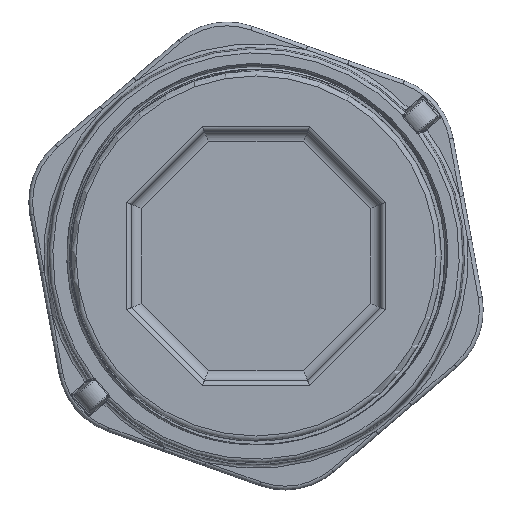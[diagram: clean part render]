
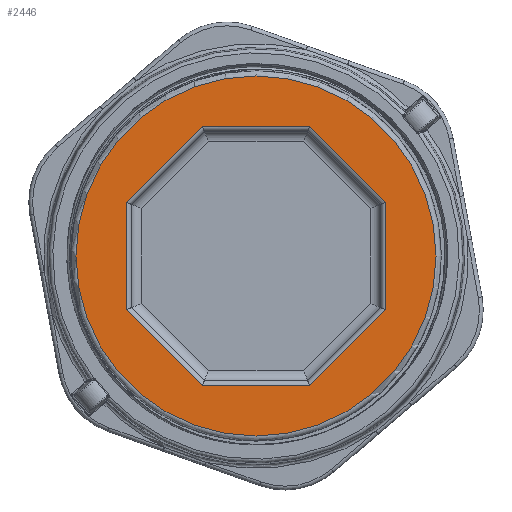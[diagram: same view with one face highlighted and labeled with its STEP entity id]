
A CAD part, front view. The second image highlights one B-rep face of the part: STEP entity #2446.
In plain terms, the highlighted planar face has unit normal (0, -1, 0).
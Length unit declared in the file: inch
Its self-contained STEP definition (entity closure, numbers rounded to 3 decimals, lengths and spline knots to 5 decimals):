
#118=FACE_BOUND($,#550,.T.);
#156=CIRCLE($,#2647,1.415);
#373=FACE_OUTER_BOUND($,#549,.T.);
#549=EDGE_LOOP($,(#1750));
#550=EDGE_LOOP($,(#1751,#1752,#1753,#1754,#1755,#1756,#1757,#1758));
#727=LINE($,#7380,#837);
#728=LINE($,#7384,#838);
#729=LINE($,#7388,#839);
#731=LINE($,#7396,#841);
#733=LINE($,#7402,#843);
#734=LINE($,#7405,#844);
#736=LINE($,#7410,#846);
#738=LINE($,#7414,#848);
#837=VECTOR($,#2984,0.845);
#838=VECTOR($,#2989,0.845);
#839=VECTOR($,#2994,0.845);
#841=VECTOR($,#3002,0.845);
#843=VECTOR($,#3008,0.845);
#844=VECTOR($,#3013,0.845);
#846=VECTOR($,#3017,0.845);
#848=VECTOR($,#3023,0.845);
#1053=VERTEX_POINT($,#7377);
#1054=VERTEX_POINT($,#7379);
#1055=VERTEX_POINT($,#7383);
#1056=VERTEX_POINT($,#7387);
#1058=VERTEX_POINT($,#7393);
#1059=VERTEX_POINT($,#7395);
#1061=VERTEX_POINT($,#7401);
#1063=VERTEX_POINT($,#7409);
#1064=VERTEX_POINT($,#7418);
#1300=EDGE_CURVE($,#1053,#1054,#727,.T.);
#1302=EDGE_CURVE($,#1054,#1055,#728,.T.);
#1304=EDGE_CURVE($,#1055,#1056,#729,.T.);
#1308=EDGE_CURVE($,#1058,#1059,#731,.T.);
#1311=EDGE_CURVE($,#1059,#1061,#733,.T.);
#1313=EDGE_CURVE($,#1056,#1058,#734,.T.);
#1315=EDGE_CURVE($,#1061,#1063,#736,.T.);
#1318=EDGE_CURVE($,#1063,#1053,#738,.T.);
#1320=EDGE_CURVE($,#1064,#1064,#156,.T.);
#1750=ORIENTED_EDGE($,*,*,#1320,.F.);
#1751=ORIENTED_EDGE($,*,*,#1308,.F.);
#1752=ORIENTED_EDGE($,*,*,#1313,.F.);
#1753=ORIENTED_EDGE($,*,*,#1304,.F.);
#1754=ORIENTED_EDGE($,*,*,#1302,.F.);
#1755=ORIENTED_EDGE($,*,*,#1300,.F.);
#1756=ORIENTED_EDGE($,*,*,#1318,.F.);
#1757=ORIENTED_EDGE($,*,*,#1315,.F.);
#1758=ORIENTED_EDGE($,*,*,#1311,.F.);
#2387=PLANE($,#2646);
#2446=ADVANCED_FACE($,(#373,#118),#2387,.T.);
#2646=AXIS2_PLACEMENT_3D($,#7417,#3027,#3028);
#2647=AXIS2_PLACEMENT_3D($,#7419,#3029,#3030);
#2984=DIRECTION($,(0.707,0.,0.707));
#2989=DIRECTION($,(0.,0.,1.));
#2994=DIRECTION($,(-0.707,0.,0.707));
#3002=DIRECTION($,(-0.707,0.,-0.707));
#3008=DIRECTION($,(0.,0.,-1.));
#3013=DIRECTION($,(-1.,0.,0.));
#3017=DIRECTION($,(0.707,0.,-0.707));
#3023=DIRECTION($,(1.,0.,0.));
#3027=DIRECTION('center_axis',(0.,-1.,0.));
#3028=DIRECTION('ref_axis',(0.,0.,-1.));
#3029=DIRECTION('center_axis',(0.,1.,0.));
#3030=DIRECTION('ref_axis',(-1.,0.,0.));
#7377=CARTESIAN_POINT('',(0.4225,-0.36,-1.02));
#7379=CARTESIAN_POINT('',(1.02,-0.36,-0.4225));
#7380=CARTESIAN_POINT($,(0.4225,-0.36,-1.02));
#7383=CARTESIAN_POINT('',(1.02,-0.36,0.4225));
#7384=CARTESIAN_POINT($,(1.02,-0.36,-0.4225));
#7387=CARTESIAN_POINT('',(0.4225,-0.36,1.02));
#7388=CARTESIAN_POINT($,(1.02,-0.36,0.4225));
#7393=CARTESIAN_POINT('',(-0.4225,-0.36,1.02));
#7395=CARTESIAN_POINT('',(-1.02,-0.36,0.4225));
#7396=CARTESIAN_POINT($,(-0.4225,-0.36,1.02));
#7401=CARTESIAN_POINT('',(-1.02,-0.36,-0.4225));
#7402=CARTESIAN_POINT($,(-1.02,-0.36,0.4225));
#7405=CARTESIAN_POINT($,(0.4225,-0.36,1.02));
#7409=CARTESIAN_POINT('',(-0.4225,-0.36,-1.02));
#7410=CARTESIAN_POINT($,(-1.02,-0.36,-0.4225));
#7414=CARTESIAN_POINT($,(-0.4225,-0.36,-1.02));
#7417=CARTESIAN_POINT('Origin',(0.7425,-0.36,0.));
#7418=CARTESIAN_POINT('',(1.415,-0.36,0.));
#7419=CARTESIAN_POINT('Origin',(0.,-0.36,0.));
